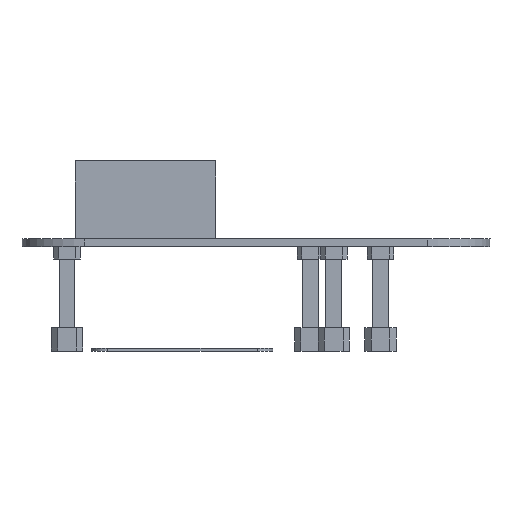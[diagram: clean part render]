
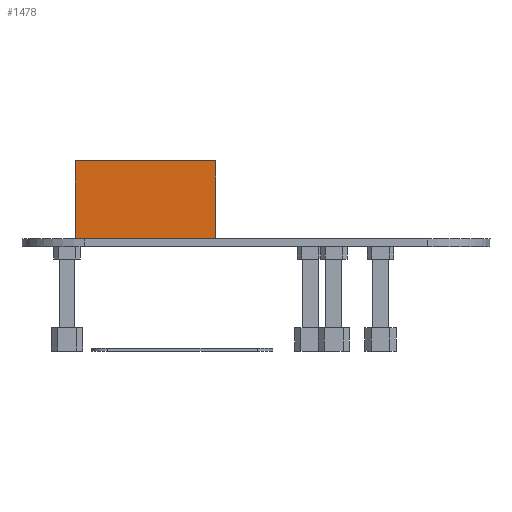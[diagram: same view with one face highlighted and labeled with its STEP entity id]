
A CAD part, left-side view. The second image highlights one B-rep face of the part: STEP entity #1478.
In plain terms, the highlighted planar face has unit normal (-1, 0, 0).
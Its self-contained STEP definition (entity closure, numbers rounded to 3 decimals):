
#241=FACE_OUTER_BOUND('',#338,.T.);
#338=EDGE_LOOP('',(#1229,#1230,#1231,#1232));
#489=LINE('',#2377,#626);
#490=LINE('',#2379,#627);
#491=LINE('',#2381,#628);
#492=LINE('',#2382,#629);
#626=VECTOR('',#1936,10.);
#627=VECTOR('',#1937,10.);
#628=VECTOR('',#1938,10.);
#629=VECTOR('',#1939,10.);
#748=VERTEX_POINT('',#2375);
#749=VERTEX_POINT('',#2376);
#750=VERTEX_POINT('',#2378);
#751=VERTEX_POINT('',#2380);
#919=EDGE_CURVE('',#748,#749,#489,.T.);
#920=EDGE_CURVE('',#748,#750,#490,.T.);
#921=EDGE_CURVE('',#751,#750,#491,.T.);
#922=EDGE_CURVE('',#749,#751,#492,.T.);
#1229=ORIENTED_EDGE('',*,*,#919,.F.);
#1230=ORIENTED_EDGE('',*,*,#920,.T.);
#1231=ORIENTED_EDGE('',*,*,#921,.F.);
#1232=ORIENTED_EDGE('',*,*,#922,.F.);
#1416=PLANE('',#1611);
#1478=ADVANCED_FACE('',(#241),#1416,.T.);
#1611=AXIS2_PLACEMENT_3D('',#2374,#1934,#1935);
#1934=DIRECTION('center_axis',(-1.,0.,0.));
#1935=DIRECTION('ref_axis',(0.,-1.,0.));
#1936=DIRECTION('',(0.,1.,0.));
#1937=DIRECTION('',(0.,0.,1.));
#1938=DIRECTION('',(0.,-1.,0.));
#1939=DIRECTION('',(0.,0.,1.));
#2374=CARTESIAN_POINT('Origin',(-92.811,155.639,266.104));
#2375=CARTESIAN_POINT('',(-92.811,65.639,266.06));
#2376=CARTESIAN_POINT('',(-92.811,155.639,266.104));
#2377=CARTESIAN_POINT('',(-92.811,97.754,266.075));
#2378=CARTESIAN_POINT('',(-92.811,65.614,316.06));
#2379=CARTESIAN_POINT('',(-92.811,65.639,266.06));
#2380=CARTESIAN_POINT('',(-92.811,155.614,316.104));
#2381=CARTESIAN_POINT('',(-92.811,155.614,316.104));
#2382=CARTESIAN_POINT('',(-92.811,155.639,266.104));
